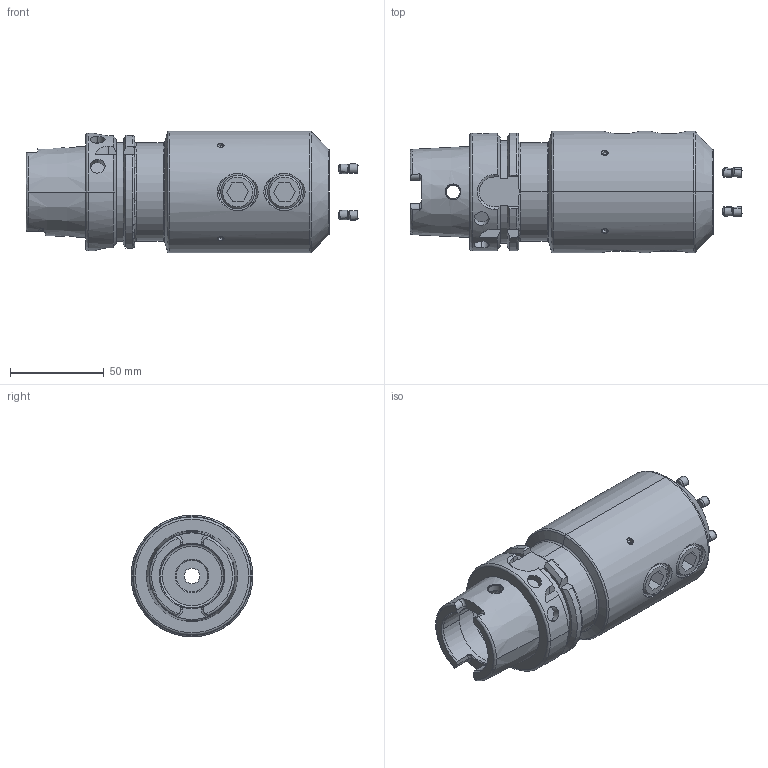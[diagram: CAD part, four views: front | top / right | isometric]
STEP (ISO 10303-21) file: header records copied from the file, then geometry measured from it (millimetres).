
FILE_DESCRIPTION (( 'STEP AP203' ), '1' );
FILE_NAME ('FWA063H-EKH25130.STEP', '2024-01-06T05:27:15', ( '' ), ( '' ), 'SwSTEP 2.0', 'SolidWorks 2023', '' );
FILE_SCHEMA (( 'CONFIG_CONTROL_DESIGN' ));
Length unit declared in the file: millimetre
Products named in the file (6): GS-M18X20X2-DIN1835-B; GS-M4X4_DIN 913 - M4 x 4-N; FWA063H-EKH25130; HSKA63EK25130WW; GS-M5X5_DIN 913 - M5 x 5-N
Assembly tree (12 placements, depth 3):
  FWA063H-EKH25130
    HSKA63EK25130WW
      HSKA63EK25130WW
      GS-M4X4_DIN 913 - M4 x 4-N  x4
      GS-M5X5_DIN 913 - M5 x 5-N  x4
      GS-M18X20X2-DIN1835-B  x2
Bounding box: 177.26 x 65 x 65 mm (x, y, z)
Volume: 355592.5 mm3; surface area: 59532.5 mm2
Topology: 11 solids, 11 shells, 513 faces, 1291 edges, 812 vertices
Faces by surface type: cone 185, plane 144, cylinder 133, torus 33, bspline 14, sphere 4
Entity records: 12977 total; most frequent: CARTESIAN_POINT 4728, ORIENTED_EDGE 1602, DIRECTION 1512, EDGE_CURVE 801, AXIS2_PLACEMENT_3D 605, VERTEX_POINT 504, EDGE_LOOP 345, FACE_OUTER_BOUND 312
